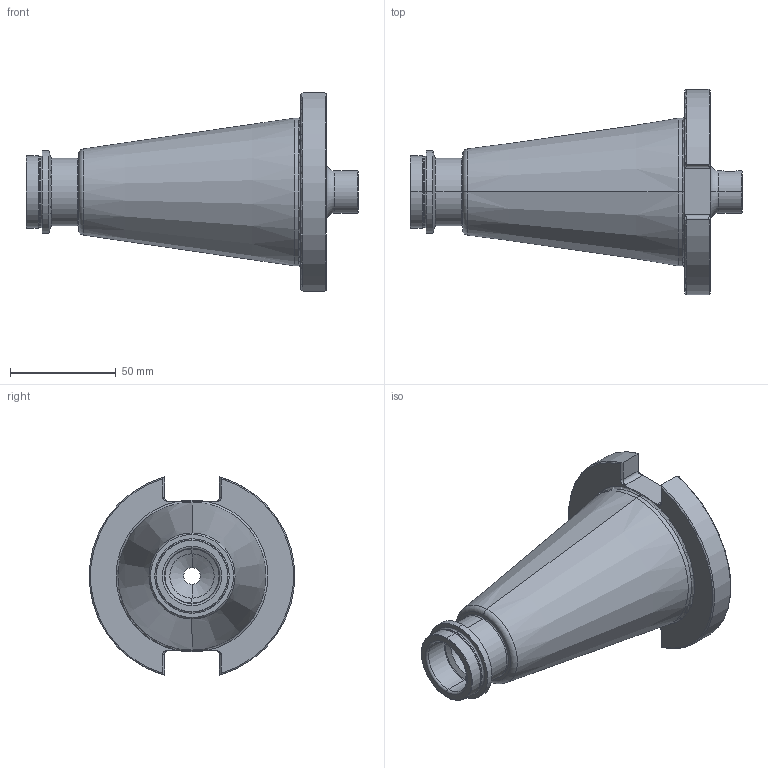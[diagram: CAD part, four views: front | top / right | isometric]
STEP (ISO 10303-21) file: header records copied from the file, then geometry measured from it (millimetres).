
FILE_DESCRIPTION (( 'STEP AP203' ), '1' );
FILE_NAME ('102.500.201.STEP', '2018-03-12T07:12:59', ( 'SWIAdmin' ), ( 'Hewlett-Packard Company' ), 'SwSTEP 2.0', 'SolidWorks 2017', '' );
FILE_SCHEMA (( 'CONFIG_CONTROL_DESIGN' ));
Length unit declared in the file: millimetre
Products named in the file (1): 102.500.201
Bounding box: 157 x 96.94 x 93.84 mm (x, y, z)
Volume: 327257.1 mm3; surface area: 45567.3 mm2
Topology: 1 solids, 1 shells, 134 faces, 315 edges, 189 vertices
Faces by surface type: cylinder 51, plane 32, torus 28, cone 23
Entity records: 4087 total; most frequent: CARTESIAN_POINT 955, DIRECTION 674, ORIENTED_EDGE 630, EDGE_CURVE 315, AXIS2_PLACEMENT_3D 278, VERTEX_POINT 189, EDGE_LOOP 144, CIRCLE 143
